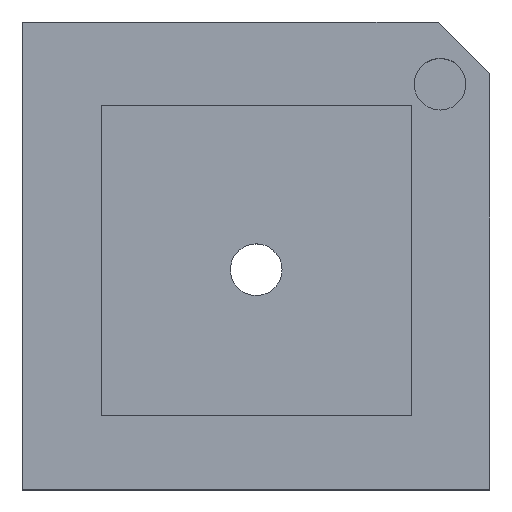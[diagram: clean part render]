
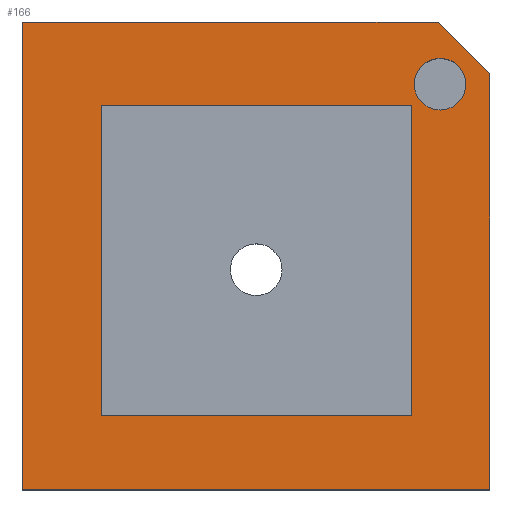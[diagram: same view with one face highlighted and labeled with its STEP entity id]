
A CAD part, top view. The second image highlights one B-rep face of the part: STEP entity #166.
In plain terms, the highlighted planar face has unit normal (0, 0, 1).
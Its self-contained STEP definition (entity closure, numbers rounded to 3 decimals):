
#166=ADVANCED_FACE('',(#283,#285,#287),#289,.T.);
#283=FACE_BOUND('',#284,.T.);
#284=EDGE_LOOP('',(#359,#360,#361,#362,#363));
#285=FACE_BOUND('',#286,.T.);
#286=EDGE_LOOP('',(#364));
#287=FACE_BOUND('',#288,.T.);
#288=EDGE_LOOP('',(#365,#366,#367,#368));
#289=PLANE('',#290);
#290=AXIS2_PLACEMENT_3D('',#291,#292,#293);
#291=CARTESIAN_POINT('',(0.,0.,8.4));
#292=DIRECTION('',(0.,0.,1.));
#293=DIRECTION('',(-1.,0.,0.));
#359=ORIENTED_EDGE('',*,*,#393,.F.);
#360=ORIENTED_EDGE('',*,*,#400,.T.);
#361=ORIENTED_EDGE('',*,*,#398,.T.);
#362=ORIENTED_EDGE('',*,*,#396,.T.);
#363=ORIENTED_EDGE('',*,*,#394,.T.);
#364=ORIENTED_EDGE('',*,*,#401,.T.);
#365=ORIENTED_EDGE('',*,*,#383,.T.);
#366=ORIENTED_EDGE('',*,*,#390,.T.);
#367=ORIENTED_EDGE('',*,*,#388,.T.);
#368=ORIENTED_EDGE('',*,*,#386,.T.);
#383=EDGE_CURVE('',#425,#426,#427,.F.);
#386=EDGE_CURVE('',#430,#425,#431,.F.);
#388=EDGE_CURVE('',#433,#430,#434,.F.);
#390=EDGE_CURVE('',#426,#433,#436,.F.);
#393=EDGE_CURVE('',#439,#437,#441,.F.);
#394=EDGE_CURVE('',#442,#437,#443,.T.);
#396=EDGE_CURVE('',#445,#442,#446,.T.);
#398=EDGE_CURVE('',#448,#445,#449,.T.);
#400=EDGE_CURVE('',#439,#448,#451,.T.);
#401=EDGE_CURVE('',#452,#452,#453,.F.);
#425=VERTEX_POINT('',#502);
#426=VERTEX_POINT('',#503);
#427=LINE('',#504,#505);
#430=VERTEX_POINT('',#513);
#431=LINE('',#514,#515);
#433=VERTEX_POINT('',#520);
#434=LINE('',#521,#522);
#436=LINE('',#527,#528);
#437=VERTEX_POINT('',#530);
#439=VERTEX_POINT('',#534);
#441=LINE('',#538,#539);
#442=VERTEX_POINT('',#541);
#443=LINE('',#542,#543);
#445=VERTEX_POINT('',#548);
#446=LINE('',#549,#550);
#448=VERTEX_POINT('',#555);
#449=LINE('',#556,#557);
#451=LINE('',#562,#563);
#452=VERTEX_POINT('',#565);
#453=CIRCLE('',#566,1.);
#502=CARTESIAN_POINT('',(-13.784,1.296,8.4));
#503=CARTESIAN_POINT('',(-13.784,13.296,8.4));
#504=CARTESIAN_POINT('',(-13.784,13.296,8.4));
#505=VECTOR('',#506,1.);
#506=DIRECTION('',(0.,-1.,0.));
#513=CARTESIAN_POINT('',(-1.784,1.296,8.4));
#514=CARTESIAN_POINT('',(-13.784,1.296,8.4));
#515=VECTOR('',#516,1.);
#516=DIRECTION('',(1.,0.,0.));
#520=CARTESIAN_POINT('',(-1.784,13.296,8.4));
#521=CARTESIAN_POINT('',(-1.784,1.296,8.4));
#522=VECTOR('',#523,1.);
#523=DIRECTION('',(0.,1.,0.));
#527=CARTESIAN_POINT('',(-1.784,13.296,8.4));
#528=VECTOR('',#529,1.);
#529=DIRECTION('',(-1.,0.,0.));
#530=CARTESIAN_POINT('',(1.259,14.528,8.4));
#534=CARTESIAN_POINT('',(-0.741,16.528,8.4));
#538=CARTESIAN_POINT('',(1.259,14.528,8.4));
#539=VECTOR('',#540,1.);
#540=DIRECTION('',(-0.707,0.707,0.));
#541=CARTESIAN_POINT('',(1.259,-1.572,8.4));
#542=CARTESIAN_POINT('',(1.259,-1.572,8.4));
#543=VECTOR('',#544,1.);
#544=DIRECTION('',(0.,1.,0.));
#548=CARTESIAN_POINT('',(-16.841,-1.572,8.4));
#549=CARTESIAN_POINT('',(-16.841,-1.572,8.4));
#550=VECTOR('',#551,1.);
#551=DIRECTION('',(1.,0.,0.));
#555=CARTESIAN_POINT('',(-16.841,16.528,8.4));
#556=CARTESIAN_POINT('',(-16.841,16.528,8.4));
#557=VECTOR('',#558,1.);
#558=DIRECTION('',(0.,-1.,0.));
#562=CARTESIAN_POINT('',(-0.741,16.528,8.4));
#563=VECTOR('',#564,1.);
#564=DIRECTION('',(-1.,0.,0.));
#565=CARTESIAN_POINT('',(-1.663,14.122,8.4));
#566=AXIS2_PLACEMENT_3D('',#567,#568,#569);
#567=CARTESIAN_POINT('',(-0.663,14.122,8.4));
#568=DIRECTION('',(0.,0.,1.));
#569=DIRECTION('',(-1.,0.,0.));
